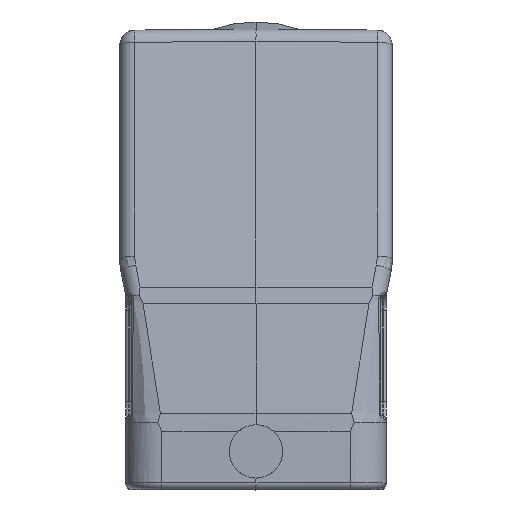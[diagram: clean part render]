
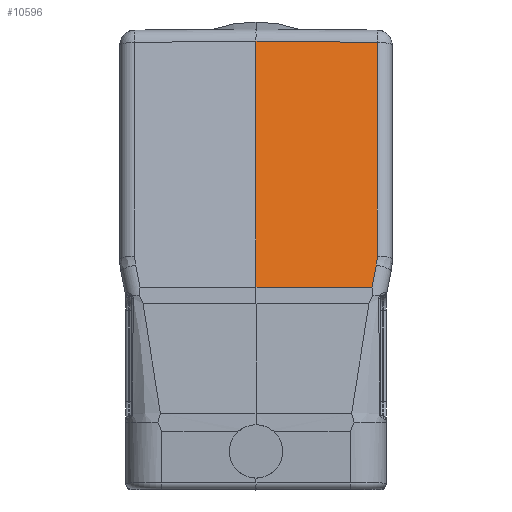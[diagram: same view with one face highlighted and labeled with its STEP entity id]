
A CAD part, top view. The second image highlights one B-rep face of the part: STEP entity #10596.
In plain terms, the highlighted planar face has unit normal (0.009, 0.19, 0.982).
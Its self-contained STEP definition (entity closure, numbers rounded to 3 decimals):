
#316=DIRECTION('',(0.,-0.982,0.19));
#317=VECTOR('',#316,35.988);
#318=CARTESIAN_POINT('',(20.022,19.215,36.497));
#319=LINE('',#318,#317);
#455=DIRECTION('',(0.193,0.963,-0.188));
#456=VECTOR('',#455,3.79);
#457=CARTESIAN_POINT('',(19.146,-21.241,44.32));
#458=LINE('',#457,#456);
#459=DIRECTION('',(1.,0.,-0.009));
#460=VECTOR('',#459,19.147);
#461=CARTESIAN_POINT('',(0.,-21.241,
44.49));
#462=LINE('',#461,#460);
#463=DIRECTION('',(0.,-0.982,0.19));
#464=VECTOR('',#463,41.382);
#465=CARTESIAN_POINT('',(0.,19.39,
36.641));
#466=LINE('',#465,#464);
#467=DIRECTION('',(-1.,0.009,0.007));
#468=VECTOR('',#467,20.023);
#469=CARTESIAN_POINT('',(20.022,19.215,36.497));
#470=LINE('',#469,#468);
#471=CARTESIAN_POINT('',(19.876,-17.591,43.609));
#472=CARTESIAN_POINT('',(19.973,-17.107,43.514));
#473=CARTESIAN_POINT('',(20.022,-16.614,43.419));
#474=CARTESIAN_POINT('',(20.022,-16.12,43.323));
#2610=CARTESIAN_POINT('',(19.146,-21.241,44.32));
#9541=CARTESIAN_POINT('',(20.022,-16.12,43.323));
#9542=VERTEX_POINT('',#9541);
#9712=CARTESIAN_POINT('',(20.022,19.215,36.497));
#9713=CARTESIAN_POINT('',(0.,19.39,
36.641));
#9714=VERTEX_POINT('',#9712);
#9715=VERTEX_POINT('',#9713);
#9762=CARTESIAN_POINT('',(0.,-21.241,
44.49));
#9764=VERTEX_POINT('',#9762);
#9789=VERTEX_POINT('',#2610);
#9820=CARTESIAN_POINT('',(19.876,-17.591,43.609));
#9821=VERTEX_POINT('',#9820);
#10580=CARTESIAN_POINT('',(0.,-22.585,44.75));
#10581=DIRECTION('',(0.009,0.19,0.982));
#10582=DIRECTION('',(0.,-0.982,0.19));
#10583=AXIS2_PLACEMENT_3D('',#10580,#10581,#10582);
#10584=PLANE('',#10583);
#10586=ORIENTED_EDGE('',*,*,#10585,.F.);
#10588=ORIENTED_EDGE('',*,*,#10587,.F.);
#10590=ORIENTED_EDGE('',*,*,#10589,.F.);
#10591=ORIENTED_EDGE('',*,*,#10570,.F.);
#10592=ORIENTED_EDGE('',*,*,#10410,.T.);
#10593=ORIENTED_EDGE('',*,*,#10439,.F.);
#10594=EDGE_LOOP('',(#10586,#10588,#10590,#10591,#10592,#10593));
#10595=FACE_OUTER_BOUND('',#10594,.F.);
#475=B_SPLINE_CURVE_WITH_KNOTS('',3,(#471,#472,#473,#474),.UNSPECIFIED.,.F.,.F.,
(4,4),(0.,1.),.UNSPECIFIED.);
#10410=EDGE_CURVE('',#9714,#9542,#319,.T.);
#10439=EDGE_CURVE('',#9821,#9542,#475,.T.);
#10570=EDGE_CURVE('',#9714,#9715,#470,.T.);
#10585=EDGE_CURVE('',#9789,#9821,#458,.T.);
#10587=EDGE_CURVE('',#9764,#9789,#462,.T.);
#10589=EDGE_CURVE('',#9715,#9764,#466,.T.);
#10596=ADVANCED_FACE('',(#10595),#10584,.T.);
